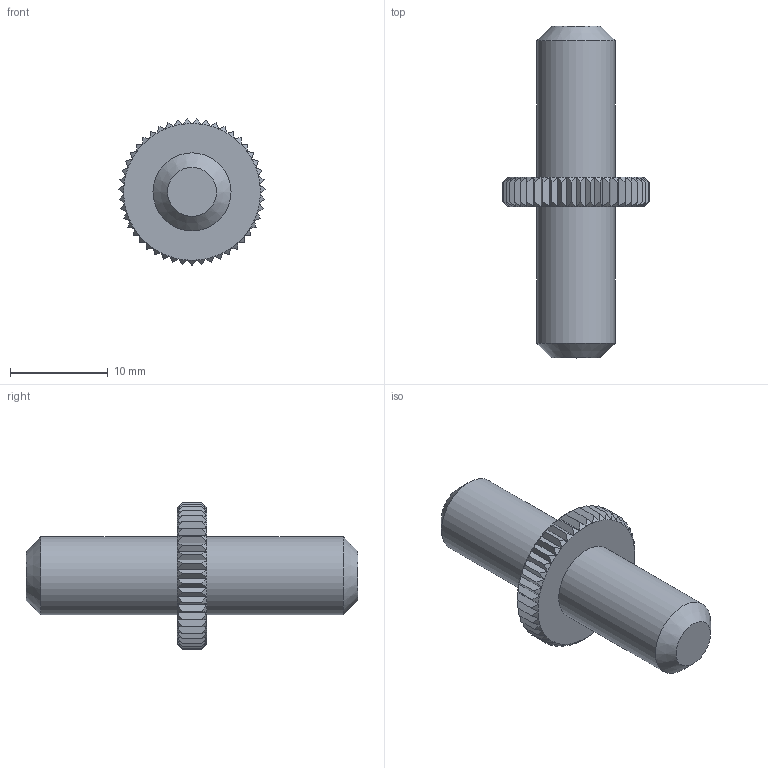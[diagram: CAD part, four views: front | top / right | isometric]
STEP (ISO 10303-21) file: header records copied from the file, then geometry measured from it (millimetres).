
FILE_DESCRIPTION((''),'2;1');
FILE_NAME('SZ8010V_A.stp','2013-09-03T09:35:17',('janine behrens'),(''),'Autodesk Inventor 2012','Autodesk Inventor 2012','');
FILE_SCHEMA(('AUTOMOTIVE_DESIGN { 1 0 10303 214 1 1 1 1 }'));
Length unit declared in the file: millimetre
Products named in the file (1): SZ8010V_A
Bounding box: 14.99 x 34 x 14.98 mm (x, y, z)
Volume: 1998.6 mm3; surface area: 1234.5 mm2
Topology: 1 solids, 1 shells, 243 faces, 715 edges, 476 vertices
Faces by surface type: plane 98, cone 96, cylinder 49
Full cylindrical faces by diameter (mm): 8 x2
Entity records: 7925 total; most frequent: CARTESIAN_POINT 1807, ORIENTED_EDGE 1422, DIRECTION 1205, EDGE_CURVE 711, VERTEX_POINT 476, AXIS2_PLACEMENT_3D 438, VECTOR 329, LINE 329
